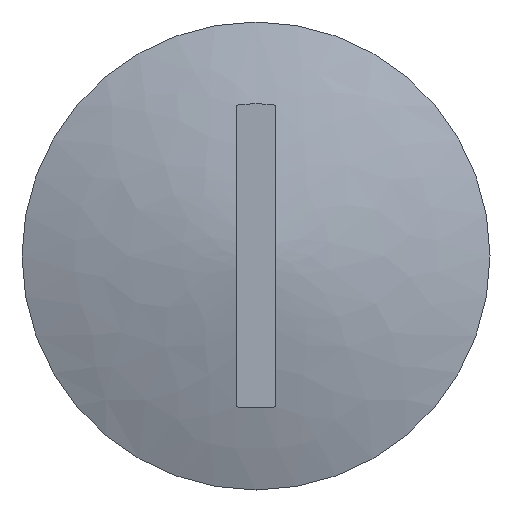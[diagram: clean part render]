
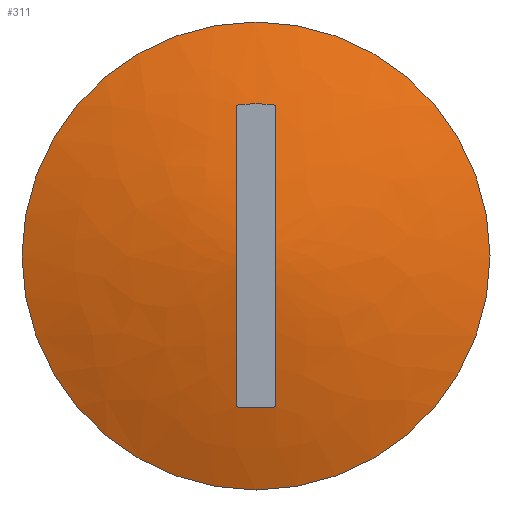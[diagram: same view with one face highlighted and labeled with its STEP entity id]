
A CAD part, left-side view. The second image highlights one B-rep face of the part: STEP entity #311.
In plain terms, the highlighted free-form (B-spline) face has degree [2, 2] with [3, 9] control points.
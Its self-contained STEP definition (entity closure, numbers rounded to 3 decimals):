
#30=(
BOUNDED_CURVE()
B_SPLINE_CURVE(2,(#1128,#1129,#1130),.UNSPECIFIED.,.F.,.F.)
B_SPLINE_CURVE_WITH_KNOTS((3,3),(1.223,1.305),
 .UNSPECIFIED.)
CURVE()
GEOMETRIC_REPRESENTATION_ITEM()
RATIONAL_B_SPLINE_CURVE((1.,0.998,0.997))
REPRESENTATION_ITEM('')
);
#31=(
BOUNDED_SURFACE()
B_SPLINE_SURFACE(2,2,((#1097,#1098,#1099,#1100,#1101,#1102,#1103,#1104,
#1105),(#1106,#1107,#1108,#1109,#1110,#1111,#1112,#1113,#1114),(#1115,#1116,
#1117,#1118,#1119,#1120,#1121,#1122,#1123)),.UNSPECIFIED.,.F.,.T.,.F.)
B_SPLINE_SURFACE_WITH_KNOTS((3,3),(3,2,2,2,3),(-1.436,-1.223),
(-3.142,-1.571,0.,1.571,3.142),
 .UNSPECIFIED.)
GEOMETRIC_REPRESENTATION_ITEM()
RATIONAL_B_SPLINE_SURFACE(((1.,0.707,1.,0.707,1.,
0.707,1.,0.707,1.),(0.994,0.703,
0.994,0.703,0.994,0.703,
0.994,0.703,0.994),(1.,0.707,
1.,0.707,1.,0.707,1.,0.707,1.)))
REPRESENTATION_ITEM('')
SURFACE()
);
#80=FACE_OUTER_BOUND('',#106,.T.);
#106=EDGE_LOOP('',(#254,#255,#256,#257,#258,#259,#260,#261,#262));
#129=CIRCLE('',#370,7.1);
#130=CIRCLE('',#371,7.1);
#131=CIRCLE('',#372,7.1);
#134=CIRCLE('',#378,10.92);
#135=CIRCLE('',#379,10.92);
#153=B_SPLINE_CURVE_WITH_KNOTS('',3,(#1050,#1051,#1052,#1053,#1054,#1055,
#1056,#1057,#1058,#1059,#1060,#1061,#1062,#1063,#1064),.UNSPECIFIED.,.F.,
 .F.,(4,2,2,3,2,2,4),(-0.687,-0.397,-0.198,
0.,0.198,0.397,0.687),.UNSPECIFIED.);
#154=B_SPLINE_CURVE_WITH_KNOTS('',3,(#1069,#1070,#1071,#1072,#1073,#1074,
#1075,#1076,#1077,#1078,#1079,#1080,#1081,#1082,#1083),.UNSPECIFIED.,.F.,
 .F.,(4,2,2,3,2,2,4),(-0.687,-0.397,-0.198,
0.,0.198,0.397,0.687),.UNSPECIFIED.);
#166=VERTEX_POINT('',#1048);
#167=VERTEX_POINT('',#1049);
#168=VERTEX_POINT('',#1067);
#169=VERTEX_POINT('',#1068);
#170=VERTEX_POINT('',#1086);
#173=VERTEX_POINT('',#1124);
#174=VERTEX_POINT('',#1125);
#197=EDGE_CURVE('',#166,#167,#153,.T.);
#199=EDGE_CURVE('',#168,#169,#154,.T.);
#201=EDGE_CURVE('',#169,#170,#129,.T.);
#202=EDGE_CURVE('',#167,#168,#130,.T.);
#203=EDGE_CURVE('',#170,#166,#131,.T.);
#206=EDGE_CURVE('',#173,#174,#134,.T.);
#207=EDGE_CURVE('',#174,#173,#135,.T.);
#208=EDGE_CURVE('',#174,#170,#30,.T.);
#254=ORIENTED_EDGE('',*,*,#206,.F.);
#255=ORIENTED_EDGE('',*,*,#207,.F.);
#256=ORIENTED_EDGE('',*,*,#208,.T.);
#257=ORIENTED_EDGE('',*,*,#203,.T.);
#258=ORIENTED_EDGE('',*,*,#197,.T.);
#259=ORIENTED_EDGE('',*,*,#202,.T.);
#260=ORIENTED_EDGE('',*,*,#199,.T.);
#261=ORIENTED_EDGE('',*,*,#201,.T.);
#262=ORIENTED_EDGE('',*,*,#208,.F.);
#311=ADVANCED_FACE('',(#80),#31,.F.);
#370=AXIS2_PLACEMENT_3D('',#1087,#427,#428);
#371=AXIS2_PLACEMENT_3D('',#1088,#429,#430);
#372=AXIS2_PLACEMENT_3D('',#1089,#431,#432);
#378=AXIS2_PLACEMENT_3D('',#1126,#443,#444);
#379=AXIS2_PLACEMENT_3D('',#1127,#445,#446);
#427=DIRECTION('center_axis',(1.,0.,0.));
#428=DIRECTION('ref_axis',(0.,0.,-1.));
#429=DIRECTION('center_axis',(1.,0.,0.));
#430=DIRECTION('ref_axis',(0.,0.,-1.));
#431=DIRECTION('center_axis',(1.,0.,0.));
#432=DIRECTION('ref_axis',(0.,0.,-1.));
#443=DIRECTION('center_axis',(1.,0.,0.));
#444=DIRECTION('ref_axis',(0.,0.,-1.));
#445=DIRECTION('center_axis',(1.,0.,0.));
#446=DIRECTION('ref_axis',(0.,0.,-1.));
#1048=CARTESIAN_POINT('',(-8.16,-0.925,7.039));
#1049=CARTESIAN_POINT('',(-8.16,-0.925,-7.039));
#1050=CARTESIAN_POINT('Ctrl Pts',(-8.16,-0.925,7.039));
#1051=CARTESIAN_POINT('Ctrl Pts',(-8.432,-0.925,
6.03));
#1052=CARTESIAN_POINT('Ctrl Pts',(-8.669,-0.925,
5.02));
#1053=CARTESIAN_POINT('Ctrl Pts',(-9.005,-0.925,
3.338));
#1054=CARTESIAN_POINT('Ctrl Pts',(-9.124,-0.925,
2.661));
#1055=CARTESIAN_POINT('Ctrl Pts',(-9.322,-0.925,1.322));
#1056=CARTESIAN_POINT('Ctrl Pts',(-9.413,-0.925,0.662));
#1057=CARTESIAN_POINT('Ctrl Pts',(-9.413,-0.925,0.));
#1058=CARTESIAN_POINT('Ctrl Pts',(-9.413,-0.925,-0.662));
#1059=CARTESIAN_POINT('Ctrl Pts',(-9.322,-0.925,-1.322));
#1060=CARTESIAN_POINT('Ctrl Pts',(-9.124,-0.925,-2.661));
#1061=CARTESIAN_POINT('Ctrl Pts',(-9.005,-0.925,-3.338));
#1062=CARTESIAN_POINT('Ctrl Pts',(-8.669,-0.925,-5.02));
#1063=CARTESIAN_POINT('Ctrl Pts',(-8.432,-0.925,-6.03));
#1064=CARTESIAN_POINT('Ctrl Pts',(-8.16,-0.925,-7.039));
#1067=CARTESIAN_POINT('',(-8.16,0.925,-7.039));
#1068=CARTESIAN_POINT('',(-8.16,0.925,7.039));
#1069=CARTESIAN_POINT('Ctrl Pts',(-8.16,0.925,-7.039));
#1070=CARTESIAN_POINT('Ctrl Pts',(-8.432,0.925,-6.03));
#1071=CARTESIAN_POINT('Ctrl Pts',(-8.669,0.925,-5.02));
#1072=CARTESIAN_POINT('Ctrl Pts',(-9.005,0.925,-3.338));
#1073=CARTESIAN_POINT('Ctrl Pts',(-9.124,0.925,-2.661));
#1074=CARTESIAN_POINT('Ctrl Pts',(-9.322,0.925,-1.322));
#1075=CARTESIAN_POINT('Ctrl Pts',(-9.413,0.925,-0.662));
#1076=CARTESIAN_POINT('Ctrl Pts',(-9.413,0.925,0.));
#1077=CARTESIAN_POINT('Ctrl Pts',(-9.413,0.925,0.662));
#1078=CARTESIAN_POINT('Ctrl Pts',(-9.322,0.925,1.322));
#1079=CARTESIAN_POINT('Ctrl Pts',(-9.124,0.925,2.661));
#1080=CARTESIAN_POINT('Ctrl Pts',(-9.005,0.925,3.338));
#1081=CARTESIAN_POINT('Ctrl Pts',(-8.669,0.925,5.02));
#1082=CARTESIAN_POINT('Ctrl Pts',(-8.432,0.925,6.03));
#1083=CARTESIAN_POINT('Ctrl Pts',(-8.16,0.925,7.039));
#1086=CARTESIAN_POINT('',(-8.16,0.,7.1));
#1087=CARTESIAN_POINT('Origin',(-8.16,0.,0.));
#1088=CARTESIAN_POINT('Origin',(-8.16,0.,0.));
#1089=CARTESIAN_POINT('Origin',(-8.16,0.,0.));
#1097=CARTESIAN_POINT('Ctrl Pts',(-9.413,0.,0.925));
#1098=CARTESIAN_POINT('Ctrl Pts',(-9.413,-0.925,0.925));
#1099=CARTESIAN_POINT('Ctrl Pts',(-9.413,-0.925,0.));
#1100=CARTESIAN_POINT('Ctrl Pts',(-9.413,-0.925,-0.925));
#1101=CARTESIAN_POINT('Ctrl Pts',(-9.413,0.,-0.925));
#1102=CARTESIAN_POINT('Ctrl Pts',(-9.413,0.925,-0.925));
#1103=CARTESIAN_POINT('Ctrl Pts',(-9.413,0.925,0.));
#1104=CARTESIAN_POINT('Ctrl Pts',(-9.413,0.925,0.925));
#1105=CARTESIAN_POINT('Ctrl Pts',(-9.413,0.,0.925));
#1106=CARTESIAN_POINT('Ctrl Pts',(-8.716,0.,6.054));
#1107=CARTESIAN_POINT('Ctrl Pts',(-8.716,-6.054,6.054));
#1108=CARTESIAN_POINT('Ctrl Pts',(-8.716,-6.054,0.));
#1109=CARTESIAN_POINT('Ctrl Pts',(-8.716,-6.054,-6.054));
#1110=CARTESIAN_POINT('Ctrl Pts',(-8.716,0.,-6.054));
#1111=CARTESIAN_POINT('Ctrl Pts',(-8.716,6.054,-6.054));
#1112=CARTESIAN_POINT('Ctrl Pts',(-8.716,6.054,0.));
#1113=CARTESIAN_POINT('Ctrl Pts',(-8.716,6.054,6.054));
#1114=CARTESIAN_POINT('Ctrl Pts',(-8.716,0.,6.054));
#1115=CARTESIAN_POINT('Ctrl Pts',(-6.95,0.,10.92));
#1116=CARTESIAN_POINT('Ctrl Pts',(-6.95,-10.92,10.92));
#1117=CARTESIAN_POINT('Ctrl Pts',(-6.95,-10.92,0.));
#1118=CARTESIAN_POINT('Ctrl Pts',(-6.95,-10.92,-10.92));
#1119=CARTESIAN_POINT('Ctrl Pts',(-6.95,0.,-10.92));
#1120=CARTESIAN_POINT('Ctrl Pts',(-6.95,10.92,-10.92));
#1121=CARTESIAN_POINT('Ctrl Pts',(-6.95,10.92,0.));
#1122=CARTESIAN_POINT('Ctrl Pts',(-6.95,10.92,10.92));
#1123=CARTESIAN_POINT('Ctrl Pts',(-6.95,0.,10.92));
#1124=CARTESIAN_POINT('',(-6.95,10.92,0.));
#1125=CARTESIAN_POINT('',(-6.95,0.,10.92));
#1126=CARTESIAN_POINT('Origin',(-6.95,0.,0.));
#1127=CARTESIAN_POINT('Origin',(-6.95,0.,0.));
#1128=CARTESIAN_POINT('Ctrl Pts',(-6.95,0.,10.92));
#1129=CARTESIAN_POINT('Ctrl Pts',(-7.634,0.,9.035));
#1130=CARTESIAN_POINT('Ctrl Pts',(-8.16,0.,7.1));
